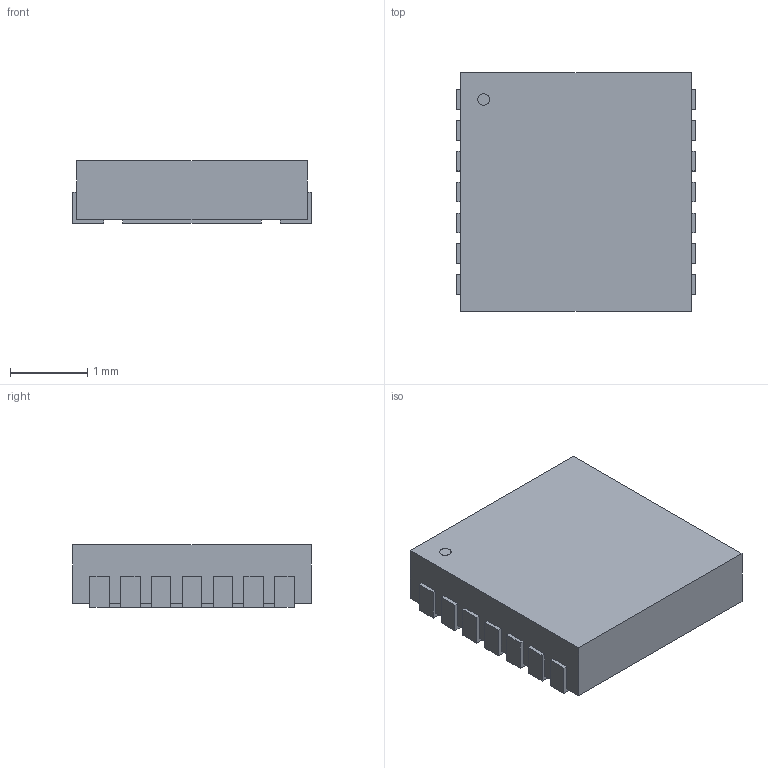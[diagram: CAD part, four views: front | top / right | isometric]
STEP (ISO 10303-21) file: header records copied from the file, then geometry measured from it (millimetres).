
FILE_DESCRIPTION (( 'STEP AP214' ), '1' );
FILE_NAME ('MAX17261.STEP', '2020-08-10T22:49:09', ( '' ), ( '' ), 'SwSTEP 2.0', 'SolidWorks 2019', '' );
FILE_SCHEMA (( 'AUTOMOTIVE_DESIGN' ));
Length unit declared in the file: millimetre
Products named in the file (1): MAX17261
Bounding box: 3.1 x 3.1 x 0.81 mm (x, y, z)
Volume: 7.4 mm3; surface area: 43.8 mm2
Topology: 17 solids, 17 shells, 128 faces, 282 edges, 188 vertices
Faces by surface type: plane 126, cylinder 2
Entity records: 3628 total; most frequent: CARTESIAN_POINT 599, ORIENTED_EDGE 564, DIRECTION 544, EDGE_CURVE 282, VECTOR 278, LINE 278, VERTEX_POINT 188, AXIS2_PLACEMENT_3D 133
